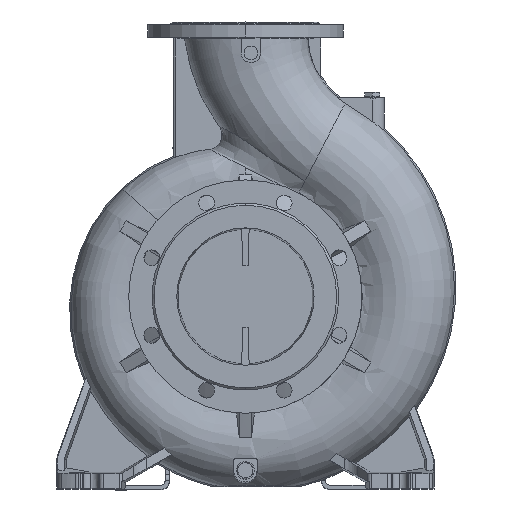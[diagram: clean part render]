
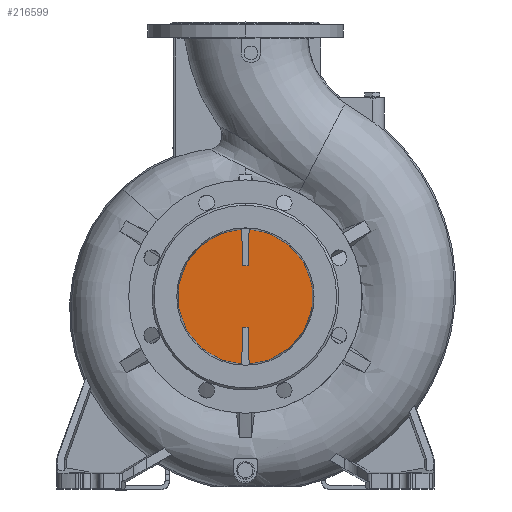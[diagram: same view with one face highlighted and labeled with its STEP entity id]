
A CAD part, top view. The second image highlights one B-rep face of the part: STEP entity #216599.
In plain terms, the highlighted face is planar.
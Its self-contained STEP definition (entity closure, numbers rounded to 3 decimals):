
#14881 = VERTEX_POINT ( 'NONE', #211541 ) ;
#38602 = DIRECTION ( 'NONE',  ( -1., 0., 0. ) ) ;
#77109 = AXIS2_PLACEMENT_3D ( 'NONE', #260591, #118826, #38602 ) ;
#93938 = DIRECTION ( 'NONE',  ( -1., 0., 0. ) ) ;
#102234 = CIRCLE ( 'NONE', #251680, 98.25 ) ;
#102421 = EDGE_CURVE ( 'NONE', #14881, #123051, #102234, .T. ) ;
#108288 = EDGE_LOOP ( 'NONE', ( #155878, #254490 ) ) ;
#118826 = DIRECTION ( 'NONE',  ( 0., 0., -1. ) ) ;
#123051 = VERTEX_POINT ( 'NONE', #169145 ) ;
#131410 = PLANE ( 'NONE',  #239665 ) ;
#149082 = CARTESIAN_POINT ( 'NONE',  ( 0., 0., -79. ) ) ;
#150148 = FACE_OUTER_BOUND ( 'NONE', #108288, .T. ) ;
#152518 = EDGE_CURVE ( 'NONE', #123051, #14881, #222393, .T. ) ;
#155878 = ORIENTED_EDGE ( 'NONE', *, *, #102421, .T. ) ;
#169145 = CARTESIAN_POINT ( 'NONE',  ( 98.25, 0., -79. ) ) ;
#211541 = CARTESIAN_POINT ( 'NONE',  ( -98.25, 0., -79. ) ) ;
#211918 = DIRECTION ( 'NONE',  ( 0., 0., -1. ) ) ;
#214310 = DIRECTION ( 'NONE',  ( 0., 0., -1. ) ) ;
#216599 = ADVANCED_FACE ( 'NONE', ( #150148 ), #131410, .T. ) ;
#222393 = CIRCLE ( 'NONE', #77109, 98.25 ) ;
#230677 = DIRECTION ( 'NONE',  ( -1., 0., 0. ) ) ;
#231735 = CARTESIAN_POINT ( 'NONE',  ( 0., 0., -79. ) ) ;
#239665 = AXIS2_PLACEMENT_3D ( 'NONE', #231735, #214310, #93938 ) ;
#251680 = AXIS2_PLACEMENT_3D ( 'NONE', #149082, #211918, #230677 ) ;
#254490 = ORIENTED_EDGE ( 'NONE', *, *, #152518, .T. ) ;
#260591 = CARTESIAN_POINT ( 'NONE',  ( 0., 0., -79. ) ) ;
